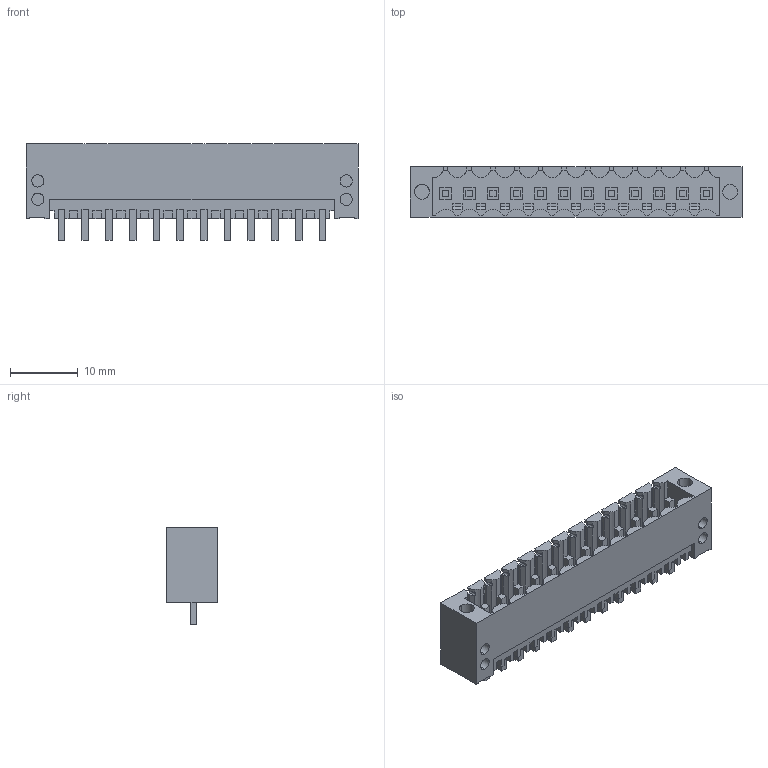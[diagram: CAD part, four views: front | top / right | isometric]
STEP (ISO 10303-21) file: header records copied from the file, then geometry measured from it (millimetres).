
FILE_DESCRIPTION(('CATIA V5 STEP Exchange','CAx-IF Rec.Pracs.--- Model Styling and Organization---1.2---2011-12-15'),'2;1');
FILE_NAME ('D1457302_0_1842870000_1842870000.stp','2018-03-14T17:33:54+00:00',('none'),('Weidmueller'),'CATIA Version 5-6 Release 2014','CATIA V5 STEP AP214','none');
FILE_SCHEMA(('AUTOMOTIVE_DESIGN { 1 0 10303 214 1 1 1 1 }'));
Length unit declared in the file: millimetre
Products named in the file (1): 1842870000
Bounding box: 49 x 7.45 x 14.25 mm (x, y, z)
Volume: 1779.2 mm3; surface area: 4485.6 mm2
Topology: 13 solids, 13 shells, 978 faces, 2851 edges, 1936 vertices
Faces by surface type: plane 872, cylinder 106
Entity records: 33501 total; most frequent: CARTESIAN_POINT 6886, ORIENTED_EDGE 5702, DIRECTION 4620, EDGE_CURVE 2851, VECTOR 2591, LINE 2591, VERTEX_POINT 1936, AXIS2_PLACEMENT_3D 1051
